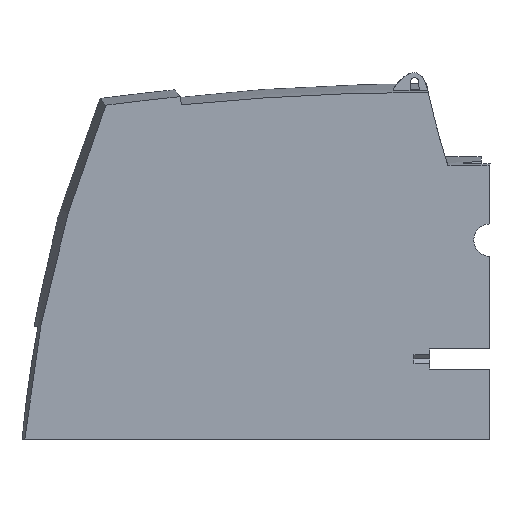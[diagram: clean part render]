
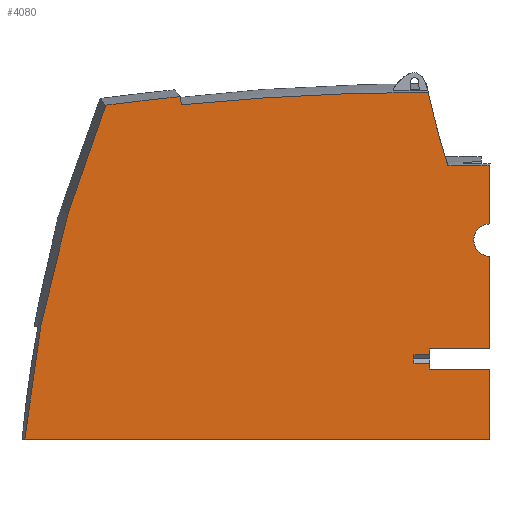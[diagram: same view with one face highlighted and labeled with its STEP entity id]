
A CAD part, left-side view. The second image highlights one B-rep face of the part: STEP entity #4080.
In plain terms, the highlighted planar face has unit normal (-1, 0, 0).
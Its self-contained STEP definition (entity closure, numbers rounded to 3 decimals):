
#585=DIRECTION('',(0.,-1.,0.));
#586=VECTOR('',#585,3.9);
#587=CARTESIAN_POINT('',(-219.67,101.4,43.073));
#588=LINE('',#587,#586);
#592=DIRECTION('',(0.,0.,1.));
#593=VECTOR('',#592,2.144);
#594=CARTESIAN_POINT('',(-219.67,101.4,40.929));
#595=LINE('',#594,#593);
#599=DIRECTION('',(0.,1.,0.));
#600=VECTOR('',#599,3.9);
#601=CARTESIAN_POINT('',(-219.67,97.5,40.929));
#602=LINE('',#601,#600);
#606=DIRECTION('',(0.,0.,1.));
#607=VECTOR('',#606,1.428);
#608=CARTESIAN_POINT('',(-219.67,97.5,39.501));
#609=LINE('',#608,#607);
#613=DIRECTION('',(0.,1.,0.));
#614=VECTOR('',#613,14.9);
#615=CARTESIAN_POINT('',(-219.67,82.6,39.501));
#616=LINE('',#615,#614);
#620=DIRECTION('',(0.,0.,1.));
#621=VECTOR('',#620,17.361);
#622=CARTESIAN_POINT('',(-219.67,82.6,22.14));
#623=LINE('',#622,#621);
#627=DIRECTION('',(0.,-1.,0.));
#628=VECTOR('',#627,115.053);
#629=CARTESIAN_POINT('',(-219.67,197.653,22.14));
#630=LINE('',#629,#628);
#634=CARTESIAN_POINT('',(-219.67,-95.017,
-5.06));
#635=DIRECTION('',(-1.,0.,0.));
#636=DIRECTION('',(0.,0.928,0.374));
#637=AXIS2_PLACEMENT_3D('',#634,#635,#636);
#642=CARTESIAN_POINT('',(-219.67,96.905,-515.43));
#643=DIRECTION('',(-1.,0.,0.));
#644=DIRECTION('',(0.,0.1,0.995));
#645=AXIS2_PLACEMENT_3D('',#642,#643,#644);
#650=DIRECTION('',(0.,0.1,0.995));
#651=VECTOR('',#650,2.02);
#652=CARTESIAN_POINT('',(-219.67,158.972,104.866));
#653=LINE('',#652,#651);
#657=CARTESIAN_POINT('',(-219.67,96.905,-515.43));
#658=DIRECTION('',(-1.,0.,0.));
#659=DIRECTION('',(0.,0.002,1.));
#660=AXIS2_PLACEMENT_3D('',#657,#658,#659);
#665=CARTESIAN_POINT('',(-219.67,-89.223,148.735));
#666=DIRECTION('',(1.,0.,0.));
#667=DIRECTION('',(0.,0.952,-0.307));
#668=AXIS2_PLACEMENT_3D('',#665,#666,#667);
#673=CARTESIAN_POINT('',(-219.67,83.808,-533.445));
#674=DIRECTION('',(-1.,0.,0.));
#675=DIRECTION('',(0.,0.,1.));
#676=AXIS2_PLACEMENT_3D('',#673,#674,#675);
#681=DIRECTION('',(0.,0.,1.));
#682=VECTOR('',#681,14.547);
#683=CARTESIAN_POINT('',(-219.67,82.6,75.4));
#684=LINE('',#683,#682);
#688=CARTESIAN_POINT('',(-219.67,82.6,71.4));
#689=DIRECTION('',(1.,0.,0.));
#690=DIRECTION('',(0.,0.,-1.));
#691=AXIS2_PLACEMENT_3D('',#688,#689,#690);
#696=DIRECTION('',(0.,0.,1.));
#697=VECTOR('',#696,22.899);
#698=CARTESIAN_POINT('',(-219.67,82.6,44.501));
#699=LINE('',#698,#697);
#703=DIRECTION('',(0.,-1.,0.));
#704=VECTOR('',#703,14.9);
#705=CARTESIAN_POINT('',(-219.67,97.5,44.501));
#706=LINE('',#705,#704);
#710=DIRECTION('',(0.,0.,1.));
#711=VECTOR('',#710,1.428);
#712=CARTESIAN_POINT('',(-219.67,97.5,43.073));
#713=LINE('',#712,#711);
#831=CARTESIAN_POINT('',(-219.67,83.808,-533.445));
#832=DIRECTION('',(1.,0.,0.));
#833=DIRECTION('',(0.,0.,1.));
#834=AXIS2_PLACEMENT_3D('',#831,#832,#833);
#3260=CARTESIAN_POINT('',(-219.67,101.4,43.073));
#3261=CARTESIAN_POINT('',(-219.67,97.5,43.073));
#3262=VERTEX_POINT('',#3260);
#3263=VERTEX_POINT('',#3261);
#3270=CARTESIAN_POINT('',(-219.67,97.5,44.501));
#3271=VERTEX_POINT('',#3270);
#3272=CARTESIAN_POINT('',(-219.67,101.4,40.929));
#3273=VERTEX_POINT('',#3272);
#3286=CARTESIAN_POINT('',(-219.67,82.6,44.501));
#3287=VERTEX_POINT('',#3286);
#3288=CARTESIAN_POINT('',(-219.67,97.5,40.929));
#3289=VERTEX_POINT('',#3288);
#3306=CARTESIAN_POINT('',(-219.67,82.6,67.4));
#3307=VERTEX_POINT('',#3306);
#3310=CARTESIAN_POINT('',(-219.67,97.5,39.501));
#3311=VERTEX_POINT('',#3310);
#3320=CARTESIAN_POINT('',(-219.67,82.6,75.4));
#3321=VERTEX_POINT('',#3320);
#3326=CARTESIAN_POINT('',(-219.67,82.6,39.501));
#3327=VERTEX_POINT('',#3326);
#3336=CARTESIAN_POINT('',(-219.67,177.632,104.751));
#3337=CARTESIAN_POINT('',(-219.67,197.653,22.14));
#3338=VERTEX_POINT('',#3336);
#3339=VERTEX_POINT('',#3337);
#3349=CARTESIAN_POINT('',(-219.67,82.6,89.947));
#3350=VERTEX_POINT('',#3349);
#3357=CARTESIAN_POINT('',(-219.67,82.6,22.14));
#3358=VERTEX_POINT('',#3357);
#3379=CARTESIAN_POINT('',(-219.67,83.808,89.948));
#3380=CARTESIAN_POINT('',(-219.67,93.009,89.88));
#3381=VERTEX_POINT('',#3379);
#3382=VERTEX_POINT('',#3380);
#3406=CARTESIAN_POINT('',(-219.67,159.173,106.876));
#3407=VERTEX_POINT('',#3406);
#3416=CARTESIAN_POINT('',(-219.67,97.886,107.963));
#3417=VERTEX_POINT('',#3416);
#3449=CARTESIAN_POINT('',(-219.67,158.972,104.866));
#3450=VERTEX_POINT('',#3449);
#4036=CARTESIAN_POINT('',(-219.67,160.511,
-4.83));
#4037=DIRECTION('',(-1.,0.,0.));
#4038=DIRECTION('',(0.,1.,0.));
#4039=AXIS2_PLACEMENT_3D('',#4036,#4037,#4038);
#4040=PLANE('',#4039);
#4042=ORIENTED_EDGE('',*,*,#4041,.F.);
#4044=ORIENTED_EDGE('',*,*,#4043,.F.);
#4046=ORIENTED_EDGE('',*,*,#4045,.F.);
#4048=ORIENTED_EDGE('',*,*,#4047,.F.);
#4050=ORIENTED_EDGE('',*,*,#4049,.F.);
#4052=ORIENTED_EDGE('',*,*,#4051,.F.);
#4054=ORIENTED_EDGE('',*,*,#4053,.F.);
#4055=ORIENTED_EDGE('',*,*,#4004,.F.);
#4057=ORIENTED_EDGE('',*,*,#4056,.F.);
#4059=ORIENTED_EDGE('',*,*,#4058,.F.);
#4061=ORIENTED_EDGE('',*,*,#4060,.F.);
#4063=ORIENTED_EDGE('',*,*,#4062,.F.);
#4065=ORIENTED_EDGE('',*,*,#4064,.F.);
#4067=ORIENTED_EDGE('',*,*,#4066,.T.);
#4069=ORIENTED_EDGE('',*,*,#4068,.F.);
#4071=ORIENTED_EDGE('',*,*,#4070,.F.);
#4073=ORIENTED_EDGE('',*,*,#4072,.F.);
#4075=ORIENTED_EDGE('',*,*,#4074,.F.);
#4077=ORIENTED_EDGE('',*,*,#4076,.F.);
#4078=EDGE_LOOP('',(#4042,#4044,#4046,#4048,#4050,#4052,#4054,#4055,#4057,#4059,
#4061,#4063,#4065,#4067,#4069,#4071,#4073,#4075,#4077));
#4079=FACE_OUTER_BOUND('',#4078,.F.);
#638=CIRCLE('',#637,293.932);
#646=CIRCLE('',#645,625.413);
#661=CIRCLE('',#660,623.393);
#669=CIRCLE('',#668,191.5);
#677=CIRCLE('',#676,623.393);
#692=CIRCLE('',#691,4.);
#835=CIRCLE('',#834,623.393);
#4004=EDGE_CURVE('',#3338,#3339,#638,.T.);
#4041=EDGE_CURVE('',#3262,#3263,#588,.T.);
#4043=EDGE_CURVE('',#3273,#3262,#595,.T.);
#4045=EDGE_CURVE('',#3289,#3273,#602,.T.);
#4047=EDGE_CURVE('',#3311,#3289,#609,.T.);
#4049=EDGE_CURVE('',#3327,#3311,#616,.T.);
#4051=EDGE_CURVE('',#3358,#3327,#623,.T.);
#4053=EDGE_CURVE('',#3339,#3358,#630,.T.);
#4056=EDGE_CURVE('',#3407,#3338,#646,.T.);
#4058=EDGE_CURVE('',#3450,#3407,#653,.T.);
#4060=EDGE_CURVE('',#3417,#3450,#661,.T.);
#4062=EDGE_CURVE('',#3382,#3417,#669,.T.);
#4064=EDGE_CURVE('',#3381,#3382,#677,.T.);
#4066=EDGE_CURVE('',#3381,#3350,#835,.T.);
#4068=EDGE_CURVE('',#3321,#3350,#684,.T.);
#4070=EDGE_CURVE('',#3307,#3321,#692,.T.);
#4072=EDGE_CURVE('',#3287,#3307,#699,.T.);
#4074=EDGE_CURVE('',#3271,#3287,#706,.T.);
#4076=EDGE_CURVE('',#3263,#3271,#713,.T.);
#4080=ADVANCED_FACE('',(#4079),#4040,.T.);
